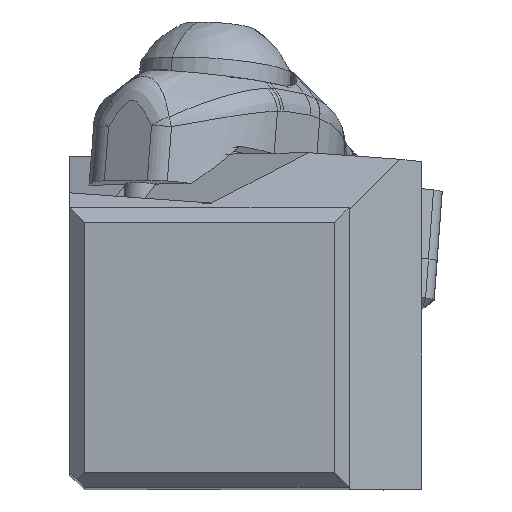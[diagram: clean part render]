
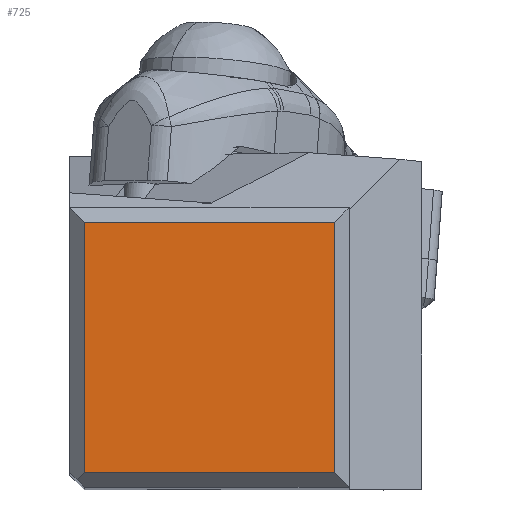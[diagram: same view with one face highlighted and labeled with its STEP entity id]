
A CAD part, top view. The second image highlights one B-rep face of the part: STEP entity #725.
In plain terms, the highlighted planar face has unit normal (0, 0, 1).
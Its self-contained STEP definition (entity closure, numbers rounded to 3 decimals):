
#469=FACE_OUTER_BOUND('',#1097,.T.);
#725=ADVANCED_FACE('',(#469),#981,.T.);
#981=PLANE('',#5034);
#1097=EDGE_LOOP('',(#1527,#1528,#1529,#1530));
#1527=ORIENTED_EDGE('',*,*,#3414,.F.);
#1528=ORIENTED_EDGE('',*,*,#3418,.T.);
#1529=ORIENTED_EDGE('',*,*,#3343,.F.);
#1530=ORIENTED_EDGE('',*,*,#3417,.F.);
#2851=VERTEX_POINT('',#6842);
#2852=VERTEX_POINT('',#6844);
#2903=VERTEX_POINT('',#6983);
#2904=VERTEX_POINT('',#6985);
#3343=EDGE_CURVE('',#2851,#2852,#4383,.T.);
#3414=EDGE_CURVE('',#2903,#2904,#4439,.T.);
#3417=EDGE_CURVE('',#2904,#2851,#4442,.T.);
#3418=EDGE_CURVE('',#2903,#2852,#4443,.T.);
#4383=LINE('',#6843,#4656);
#4439=LINE('',#6984,#4712);
#4442=LINE('',#6989,#4715);
#4443=LINE('',#6991,#4716);
#4656=VECTOR('',#5578,1.);
#4712=VECTOR('',#5700,1.);
#4715=VECTOR('',#5705,1.);
#4716=VECTOR('',#5708,1.);
#5034=AXIS2_PLACEMENT_3D('',#6992,#5709,#5710);
#5578=DIRECTION('',(-1.,0.,0.));
#5700=DIRECTION('',(1.,0.,0.));
#5705=DIRECTION('',(0.,-1.,0.));
#5708=DIRECTION('',(0.,-1.,0.));
#5709=DIRECTION('',(0.,0.,1.));
#5710=DIRECTION('',(1.,0.,0.));
#6842=CARTESIAN_POINT('',(18.05,1.,0.));
#6843=CARTESIAN_POINT('',(18.05,1.,0.));
#6844=CARTESIAN_POINT('',(1.,1.,0.));
#6983=CARTESIAN_POINT('',(1.,18.05,0.));
#6984=CARTESIAN_POINT('',(1.,18.05,0.));
#6985=CARTESIAN_POINT('',(18.05,18.05,0.));
#6989=CARTESIAN_POINT('',(18.05,18.05,0.));
#6991=CARTESIAN_POINT('',(1.,18.05,0.));
#6992=CARTESIAN_POINT('',(9.525,9.525,0.));
